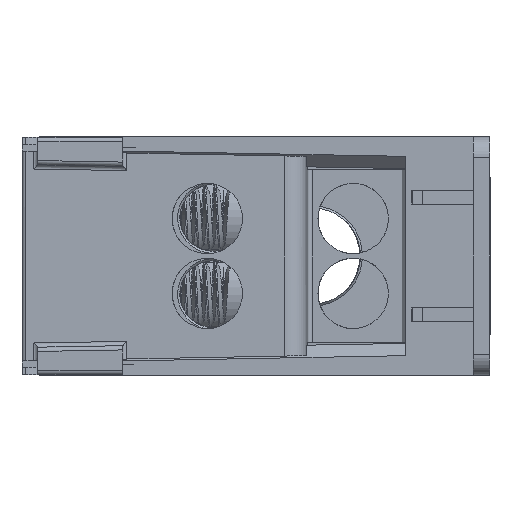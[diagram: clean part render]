
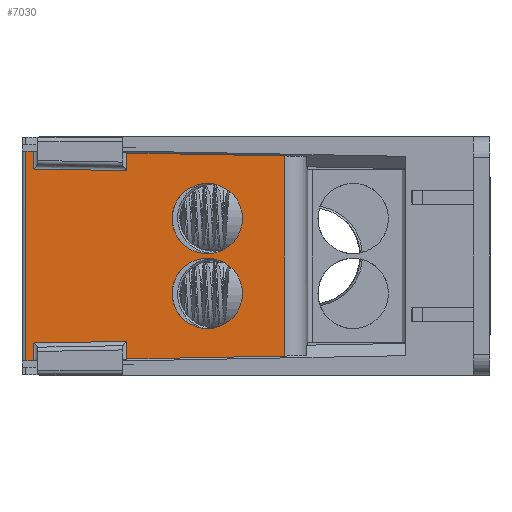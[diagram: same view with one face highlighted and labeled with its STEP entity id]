
A CAD part, left-side view. The second image highlights one B-rep face of the part: STEP entity #7030.
In plain terms, the highlighted planar face has unit normal (-1, 0.009, 0).
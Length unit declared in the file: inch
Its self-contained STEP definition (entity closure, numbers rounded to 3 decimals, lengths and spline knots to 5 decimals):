
#2799 = CARTESIAN_POINT ( 'NONE',  ( -1.32832, 1.09944, 0.1765 ) ) ;
#2801 = CARTESIAN_POINT ( 'NONE',  ( -1.32832, 1.09944, -0.1765 ) ) ;
#2911 = VERTEX_POINT ( 'NONE', #6706 ) ;
#3071 = VERTEX_POINT ( 'NONE', #6748 ) ;
#3084 = VERTEX_POINT ( 'NONE', #6762 ) ;
#3163 = VECTOR ( 'NONE', #7063, 39.37008 ) ;
#3196 = VERTEX_POINT ( 'NONE', #6767 ) ;
#3315 = LINE ( 'NONE', #7032, #4989 ) ;
#3791 = CARTESIAN_POINT ( 'NONE',  ( -1.3223, 1.78942, 0.49466 ) ) ;
#3819 = CARTESIAN_POINT ( 'NONE',  ( -1.32646, 1.31244, 0.48575 ) ) ;
#3828 = CARTESIAN_POINT ( 'NONE',  ( -1.33295, 0.56913, -0.47186 ) ) ;
#3893 = CARTESIAN_POINT ( 'NONE',  ( -1.3223, 1.78942, -0.49466 ) ) ;
#3928 = CARTESIAN_POINT ( 'NONE',  ( -1.33295, 0.56913, 0.47186 ) ) ;
#3962 = CARTESIAN_POINT ( 'NONE',  ( -1.32262, 1.75242, 0.41033 ) ) ;
#4042 = CARTESIAN_POINT ( 'NONE',  ( -1.32262, 1.75242, -0.41033 ) ) ;
#4136 = CARTESIAN_POINT ( 'NONE',  ( -1.32262, 1.75242, -0.49397 ) ) ;
#4989 = VECTOR ( 'NONE', #7065, 39.37008 ) ;
#5600 = EDGE_CURVE ( 'NONE', #3071, #3084, #12967, .T. ) ;
#5610 = EDGE_CURVE ( 'NONE', #9462, #3071, #3315, .T. ) ;
#5638 = EDGE_CURVE ( 'NONE', #9343, #3196, #10193, .T. ) ;
#5643 = AXIS2_PLACEMENT_3D ( 'NONE', #7308, #7309, #7310 ) ;
#5788 = EDGE_CURVE ( 'NONE', #9196, #9309, #10273, .T. ) ;
#5834 = EDGE_CURVE ( 'NONE', #9205, #3084, #10296, .T. ) ;
#5866 = EDGE_CURVE ( 'NONE', #9205, #9309, #10311, .T. ) ;
#5899 = EDGE_CURVE ( 'NONE', #9168, #3196, #10328, .T. ) ;
#5900 = AXIS2_PLACEMENT_3D ( 'NONE', #7357, #7358, #7359 ) ;
#5906 = EDGE_CURVE ( 'NONE', #11320, #11320, #10334, .T. ) ;
#5944 = EDGE_CURVE ( 'NONE', #9616, #9271, #10352, .T. ) ;
#5963 = EDGE_CURVE ( 'NONE', #11322, #11322, #10363, .T. ) ;
#5994 = EDGE_CURVE ( 'NONE', #9196, #2911, #10386, .T. ) ;
#6000 = EDGE_CURVE ( 'NONE', #2911, #9343, #10392, .T. ) ;
#6043 = EDGE_CURVE ( 'NONE', #9616, #9462, #10413, .T. ) ;
#6143 = EDGE_CURVE ( 'NONE', #9271, #9168, #10450, .T. ) ;
#6145 = AXIS2_PLACEMENT_3D ( 'NONE', #13612, #13610, #13616 ) ;
#6706 = CARTESIAN_POINT ( 'NONE',  ( -1.32646, 1.31244, 0.40265 ) ) ;
#6748 = CARTESIAN_POINT ( 'NONE',  ( -1.32646, 1.31244, -0.40265 ) ) ;
#6762 = CARTESIAN_POINT ( 'NONE',  ( -1.32646, 1.31244, -0.48575 ) ) ;
#6767 = CARTESIAN_POINT ( 'NONE',  ( -1.32262, 1.75242, 0.49397 ) ) ;
#7030 = ADVANCED_FACE ( 'NONE', ( #10695, #10707, #10703 ), #13614, .F. ) ;
#7032 = CARTESIAN_POINT ( 'NONE',  ( -1.32628, 1.33278, -0.403 ) ) ;
#7060 = CARTESIAN_POINT ( 'NONE',  ( -1.32646, 1.31244, -0.48612 ) ) ;
#7063 = DIRECTION ( 'NONE',  ( 0., 0., -1. ) ) ;
#7065 = DIRECTION ( 'NONE',  ( -0.009, -1., 0.017 ) ) ;
#7077 = CARTESIAN_POINT ( 'NONE',  ( -1.32262, 1.75242, 0.4936 ) ) ;
#7093 = DIRECTION ( 'NONE',  ( 0., 0., 1. ) ) ;
#7231 = CARTESIAN_POINT ( 'NONE',  ( -1.32214, 1.80742, 0.495 ) ) ;
#7232 = DIRECTION ( 'NONE',  ( -0.009, -1., -0.019 ) ) ;
#7257 = CARTESIAN_POINT ( 'NONE',  ( -1.32214, 1.80742, -0.495 ) ) ;
#7258 = DIRECTION ( 'NONE',  ( 0.009, 1., -0.019 ) ) ;
#7273 = CARTESIAN_POINT ( 'NONE',  ( -1.33295, 0.56913, -0.495 ) ) ;
#7274 = DIRECTION ( 'NONE',  ( 0., 0., 1. ) ) ;
#7301 = CARTESIAN_POINT ( 'NONE',  ( -1.32214, 1.80742, 0.495 ) ) ;
#7302 = DIRECTION ( 'NONE',  ( -0.009, -1., -0.019 ) ) ;
#7308 = CARTESIAN_POINT ( 'NONE',  ( -1.32977, 0.93345, 0.1765 ) ) ;
#7309 = DIRECTION ( 'NONE',  ( -1., 0.009, 0. ) ) ;
#7310 = DIRECTION ( 'NONE',  ( 0.009, 1., 0. ) ) ;
#7335 = CARTESIAN_POINT ( 'NONE',  ( -1.32214, 1.80742, -0.495 ) ) ;
#7342 = DIRECTION ( 'NONE',  ( 0.009, 1., -0.019 ) ) ;
#7357 = CARTESIAN_POINT ( 'NONE',  ( -1.32977, 0.93345, -0.1765 ) ) ;
#7358 = DIRECTION ( 'NONE',  ( -1., 0.009, 0. ) ) ;
#7359 = DIRECTION ( 'NONE',  ( 0.009, 1., 0. ) ) ;
#7387 = CARTESIAN_POINT ( 'NONE',  ( -1.32646, 1.31244, 0.423 ) ) ;
#7388 = DIRECTION ( 'NONE',  ( 0., 0., -1. ) ) ;
#7396 = CARTESIAN_POINT ( 'NONE',  ( -1.32279, 1.73277, 0.40999 ) ) ;
#7397 = DIRECTION ( 'NONE',  ( 0.009, 1., 0.017 ) ) ;
#7427 = CARTESIAN_POINT ( 'NONE',  ( -1.32262, 1.75242, -0.42998 ) ) ;
#7428 = DIRECTION ( 'NONE',  ( 0., 0., 1. ) ) ;
#7485 = CARTESIAN_POINT ( 'NONE',  ( -1.3223, 1.78942, -0.495 ) ) ;
#7486 = DIRECTION ( 'NONE',  ( 0., 0., 1. ) ) ;
#7720 = EDGE_LOOP ( 'NONE', ( #8381 ) ) ;
#7864 = EDGE_LOOP ( 'NONE', ( #8374 ) ) ;
#8082 = EDGE_LOOP ( 'NONE', ( #8399, #8383, #8379, #8370, #8365, #8368, #8380, #8402, #8401, #8390, #8361, #8405 ) ) ;
#8361 = ORIENTED_EDGE ( 'NONE', *, *, #5899, .F. ) ;
#8365 = ORIENTED_EDGE ( 'NONE', *, *, #5834, .F. ) ;
#8368 = ORIENTED_EDGE ( 'NONE', *, *, #5866, .T. ) ;
#8370 = ORIENTED_EDGE ( 'NONE', *, *, #5600, .T. ) ;
#8374 = ORIENTED_EDGE ( 'NONE', *, *, #5963, .F. ) ;
#8379 = ORIENTED_EDGE ( 'NONE', *, *, #5610, .T. ) ;
#8380 = ORIENTED_EDGE ( 'NONE', *, *, #5788, .F. ) ;
#8381 = ORIENTED_EDGE ( 'NONE', *, *, #5906, .F. ) ;
#8383 = ORIENTED_EDGE ( 'NONE', *, *, #6043, .T. ) ;
#8390 = ORIENTED_EDGE ( 'NONE', *, *, #5638, .T. ) ;
#8399 = ORIENTED_EDGE ( 'NONE', *, *, #5944, .F. ) ;
#8401 = ORIENTED_EDGE ( 'NONE', *, *, #6000, .T. ) ;
#8402 = ORIENTED_EDGE ( 'NONE', *, *, #5994, .T. ) ;
#8405 = ORIENTED_EDGE ( 'NONE', *, *, #6143, .F. ) ;
#9168 = VERTEX_POINT ( 'NONE', #3791 ) ;
#9196 = VERTEX_POINT ( 'NONE', #3819 ) ;
#9205 = VERTEX_POINT ( 'NONE', #3828 ) ;
#9271 = VERTEX_POINT ( 'NONE', #3893 ) ;
#9309 = VERTEX_POINT ( 'NONE', #3928 ) ;
#9343 = VERTEX_POINT ( 'NONE', #3962 ) ;
#9462 = VERTEX_POINT ( 'NONE', #4042 ) ;
#9616 = VERTEX_POINT ( 'NONE', #4136 ) ;
#10193 = LINE ( 'NONE', #7077, #10198 ) ;
#10198 = VECTOR ( 'NONE', #7093, 39.37008 ) ;
#10273 = LINE ( 'NONE', #7231, #10276 ) ;
#10276 = VECTOR ( 'NONE', #7232, 39.37008 ) ;
#10296 = LINE ( 'NONE', #7257, #10299 ) ;
#10299 = VECTOR ( 'NONE', #7258, 39.37008 ) ;
#10311 = LINE ( 'NONE', #7273, #10314 ) ;
#10314 = VECTOR ( 'NONE', #7274, 39.37008 ) ;
#10328 = LINE ( 'NONE', #7301, #10331 ) ;
#10331 = VECTOR ( 'NONE', #7302, 39.37008 ) ;
#10334 = CIRCLE ( 'NONE', #5643, 0.166 ) ;
#10352 = LINE ( 'NONE', #7335, #10353 ) ;
#10353 = VECTOR ( 'NONE', #7342, 39.37008 ) ;
#10363 = CIRCLE ( 'NONE', #5900, 0.166 ) ;
#10386 = LINE ( 'NONE', #7387, #10389 ) ;
#10389 = VECTOR ( 'NONE', #7388, 39.37008 ) ;
#10392 = LINE ( 'NONE', #7396, #10395 ) ;
#10395 = VECTOR ( 'NONE', #7397, 39.37008 ) ;
#10413 = LINE ( 'NONE', #7427, #10416 ) ;
#10416 = VECTOR ( 'NONE', #7428, 39.37008 ) ;
#10450 = LINE ( 'NONE', #7485, #10453 ) ;
#10453 = VECTOR ( 'NONE', #7486, 39.37008 ) ;
#10695 = FACE_OUTER_BOUND ( 'NONE', #8082, .T. ) ;
#10703 = FACE_BOUND ( 'NONE', #7720, .T. ) ;
#10707 = FACE_BOUND ( 'NONE', #7864, .T. ) ;
#11320 = VERTEX_POINT ( 'NONE', #2799 ) ;
#11322 = VERTEX_POINT ( 'NONE', #2801 ) ;
#12967 = LINE ( 'NONE', #7060, #3163 ) ;
#13610 = DIRECTION ( 'NONE',  ( 1., -0.009, 0. ) ) ;
#13612 = CARTESIAN_POINT ( 'NONE',  ( -1.33382, 0.46947, -0.495 ) ) ;
#13614 = PLANE ( 'NONE',  #6145 ) ;
#13616 = DIRECTION ( 'NONE',  ( -0.009, -1., 0. ) ) ;
